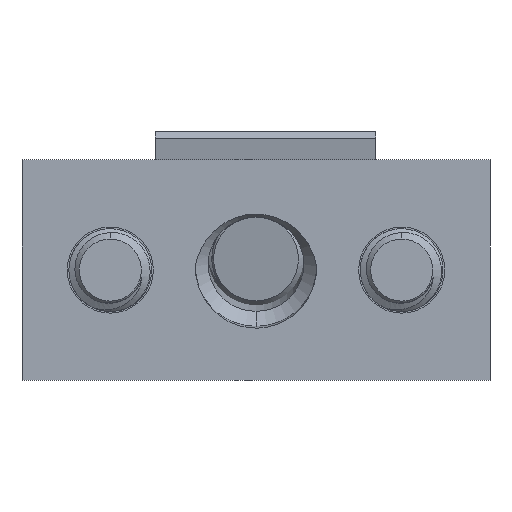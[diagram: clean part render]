
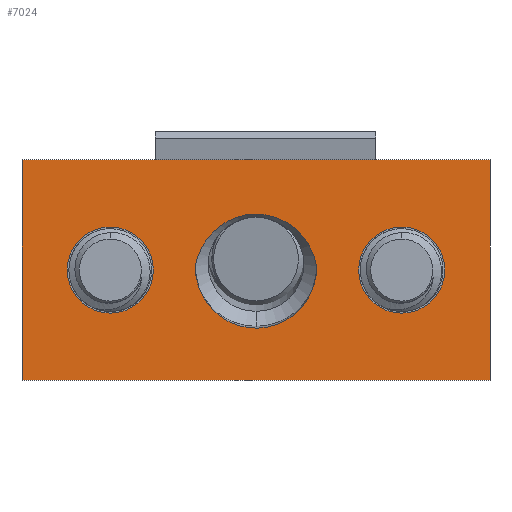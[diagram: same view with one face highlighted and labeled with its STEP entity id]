
A CAD part, front view. The second image highlights one B-rep face of the part: STEP entity #7024.
In plain terms, the highlighted planar face has unit normal (0, -1, 0).
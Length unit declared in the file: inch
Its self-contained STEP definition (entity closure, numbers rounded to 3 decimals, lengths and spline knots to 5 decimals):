
#17 = EDGE_CURVE ( 'NONE', #441, #4092, #3015, .T. ) ;
#63 = VERTEX_POINT ( 'NONE', #6947 ) ;
#66 = CARTESIAN_POINT ( 'NONE',  ( 1.06, 0., 0.5 ) ) ;
#121 = DIRECTION ( 'NONE',  ( 0., 0., -1. ) ) ;
#161 = DIRECTION ( 'NONE',  ( 0., 0., 1. ) ) ;
#367 = ORIENTED_EDGE ( 'NONE', *, *, #882, .F. ) ;
#427 = AXIS2_PLACEMENT_3D ( 'NONE', #4675, #5955, #6570 ) ;
#441 = VERTEX_POINT ( 'NONE', #1227 ) ;
#700 = CARTESIAN_POINT ( 'NONE',  ( 0.275, 0., 0.01618 ) ) ;
#756 = CARTESIAN_POINT ( 'NONE',  ( 0.14152, 0., 0.25357 ) ) ;
#882 = EDGE_CURVE ( 'NONE', #6454, #5182, #5629, .T. ) ;
#884 = EDGE_CURVE ( 'NONE', #1782, #2169, #7590, .T. ) ;
#1023 = CARTESIAN_POINT ( 'NONE',  ( -0.275, 0., 0.01618 ) ) ;
#1160 = EDGE_LOOP ( 'NONE', ( #5876, #4364 ) ) ;
#1227 = CARTESIAN_POINT ( 'NONE',  ( -0.275, 0., 0.01618 ) ) ;
#1234 = CIRCLE ( 'NONE', #2238, 0.195 ) ;
#1282 = CARTESIAN_POINT ( 'NONE',  ( -1.06, 0., 0.5 ) ) ;
#1312 = CARTESIAN_POINT ( 'NONE',  ( 0.66, 0., 0.195 ) ) ;
#1337 = ORIENTED_EDGE ( 'NONE', *, *, #1989, .T. ) ;
#1483 = EDGE_LOOP ( 'NONE', ( #367, #4554, #1337, #5828 ) ) ;
#1508 = CARTESIAN_POINT ( 'NONE',  ( -0.275, 0., 0.01618 ) ) ;
#1674 = ORIENTED_EDGE ( 'NONE', *, *, #7991, .F. ) ;
#1692 = EDGE_CURVE ( 'NONE', #5170, #7153, #5277, .T. ) ;
#1715 = DIRECTION ( 'NONE',  ( 0., 0., 1. ) ) ;
#1718 = CARTESIAN_POINT ( 'NONE',  ( -0.66, 0., 0.195 ) ) ;
#1782 = VERTEX_POINT ( 'NONE', #4145 ) ;
#1989 = EDGE_CURVE ( 'NONE', #63, #6229, #3565, .T. ) ;
#2005 = ORIENTED_EDGE ( 'NONE', *, *, #4765, .F. ) ;
#2063 = VECTOR ( 'NONE', #3413, 39.37008 ) ;
#2076 = VERTEX_POINT ( 'NONE', #2600 ) ;
#2169 = VERTEX_POINT ( 'NONE', #1718 ) ;
#2173 = ORIENTED_EDGE ( 'NONE', *, *, #17, .F. ) ;
#2238 = AXIS2_PLACEMENT_3D ( 'NONE', #7794, #4014, #161 ) ;
#2366 = DIRECTION ( 'NONE',  ( 0., 1., 0. ) ) ;
#2534 = DIRECTION ( 'NONE',  ( 1., 0., 0. ) ) ;
#2597 = CARTESIAN_POINT ( 'NONE',  ( -1.06, 0., -0.5 ) ) ;
#2600 = CARTESIAN_POINT ( 'NONE',  ( 0., 0., 0.25357 ) ) ;
#2605 = DIRECTION ( 'NONE',  ( 0., -1., 0. ) ) ;
#2655 = CARTESIAN_POINT ( 'NONE',  ( 1.06, 0., -0.5 ) ) ;
#2748 = CARTESIAN_POINT ( 'NONE',  ( -1.06, 0., 0.5 ) ) ;
#2794 = EDGE_LOOP ( 'NONE', ( #5085, #4561 ) ) ;
#2795 = AXIS2_PLACEMENT_3D ( 'NONE', #6067, #3518, #1715 ) ;
#2914 = FACE_BOUND ( 'NONE', #5877, .T. ) ;
#2918 = CARTESIAN_POINT ( 'NONE',  ( -1.06, 0., 0.5 ) ) ;
#3015 =( BOUNDED_CURVE ( )  B_SPLINE_CURVE ( 3, ( #1023, #7962, #3534, #6724 ),
 .UNSPECIFIED., .F., .T. ) 
 B_SPLINE_CURVE_WITH_KNOTS ( ( 4, 4 ),
 ( 1.5708, 4.71239 ),
 .UNSPECIFIED. ) 
 CURVE ( )  GEOMETRIC_REPRESENTATION_ITEM ( )  RATIONAL_B_SPLINE_CURVE ( ( 1., 0.333, 0.333, 1. ) ) 
 REPRESENTATION_ITEM ( '' )  );
#3058 =( BOUNDED_CURVE ( )  B_SPLINE_CURVE ( 3, ( #700, #4594, #756, #5218 ),
 .UNSPECIFIED., .F., .F. ) 
 B_SPLINE_CURVE_WITH_KNOTS ( ( 4, 4 ),
 ( 1.74805, 3.14159 ),
 .UNSPECIFIED. ) 
 CURVE ( )  GEOMETRIC_REPRESENTATION_ITEM ( )  RATIONAL_B_SPLINE_CURVE ( ( 1., 0.845, 0.845, 1. ) ) 
 REPRESENTATION_ITEM ( '' )  );
#3413 = DIRECTION ( 'NONE',  ( 1., 0., 0. ) ) ;
#3518 = DIRECTION ( 'NONE',  ( 0., 1., 0. ) ) ;
#3534 = CARTESIAN_POINT ( 'NONE',  ( 0.275, 0., -0.5423 ) ) ;
#3565 = LINE ( 'NONE', #2918, #6953 ) ;
#3713 =( BOUNDED_CURVE ( )  B_SPLINE_CURVE ( 3, ( #6559, #4694, #5326, #1508 ),
 .UNSPECIFIED., .F., .F. ) 
 B_SPLINE_CURVE_WITH_KNOTS ( ( 4, 4 ),
 ( 3.14159, 4.53514 ),
 .UNSPECIFIED. ) 
 CURVE ( )  GEOMETRIC_REPRESENTATION_ITEM ( )  RATIONAL_B_SPLINE_CURVE ( ( 1., 0.845, 0.845, 1. ) ) 
 REPRESENTATION_ITEM ( '' )  );
#3782 = CARTESIAN_POINT ( 'NONE',  ( -1.06, 0., -0.5 ) ) ;
#4011 = CARTESIAN_POINT ( 'NONE',  ( 0.66, 0., -0.195 ) ) ;
#4014 = DIRECTION ( 'NONE',  ( 0., 1., 0. ) ) ;
#4092 = VERTEX_POINT ( 'NONE', #7366 ) ;
#4145 = CARTESIAN_POINT ( 'NONE',  ( -0.66, 0., -0.195 ) ) ;
#4206 = LINE ( 'NONE', #3782, #5092 ) ;
#4221 = EDGE_CURVE ( 'NONE', #7153, #5170, #5352, .T. ) ;
#4364 = ORIENTED_EDGE ( 'NONE', *, *, #4221, .T. ) ;
#4554 = ORIENTED_EDGE ( 'NONE', *, *, #8227, .F. ) ;
#4561 = ORIENTED_EDGE ( 'NONE', *, *, #884, .T. ) ;
#4594 = CARTESIAN_POINT ( 'NONE',  ( 0.25005, 0., 0.15988 ) ) ;
#4597 = DIRECTION ( 'NONE',  ( 0., 0., -1. ) ) ;
#4608 = FACE_BOUND ( 'NONE', #2794, .T. ) ;
#4675 = CARTESIAN_POINT ( 'NONE',  ( -0.66, 0., 0. ) ) ;
#4694 = CARTESIAN_POINT ( 'NONE',  ( -0.14152, 0., 0.25357 ) ) ;
#4734 = VECTOR ( 'NONE', #4597, 39.37008 ) ;
#4765 = EDGE_CURVE ( 'NONE', #2076, #441, #3713, .T. ) ;
#4787 = AXIS2_PLACEMENT_3D ( 'NONE', #6163, #2366, #6786 ) ;
#5038 = AXIS2_PLACEMENT_3D ( 'NONE', #1282, #2605, #7022 ) ;
#5085 = ORIENTED_EDGE ( 'NONE', *, *, #5580, .T. ) ;
#5092 = VECTOR ( 'NONE', #2534, 39.37008 ) ;
#5170 = VERTEX_POINT ( 'NONE', #1312 ) ;
#5182 = VERTEX_POINT ( 'NONE', #2655 ) ;
#5218 = CARTESIAN_POINT ( 'NONE',  ( 0., 0., 0.25357 ) ) ;
#5277 = CIRCLE ( 'NONE', #2795, 0.195 ) ;
#5326 = CARTESIAN_POINT ( 'NONE',  ( -0.25005, 0., 0.15988 ) ) ;
#5352 = CIRCLE ( 'NONE', #4787, 0.195 ) ;
#5580 = EDGE_CURVE ( 'NONE', #2169, #1782, #1234, .T. ) ;
#5629 = LINE ( 'NONE', #66, #4734 ) ;
#5828 = ORIENTED_EDGE ( 'NONE', *, *, #6919, .T. ) ;
#5876 = ORIENTED_EDGE ( 'NONE', *, *, #1692, .T. ) ;
#5877 = EDGE_LOOP ( 'NONE', ( #1674, #2173, #2005 ) ) ;
#5895 = FACE_OUTER_BOUND ( 'NONE', #1483, .T. ) ;
#5955 = DIRECTION ( 'NONE',  ( 0., 1., 0. ) ) ;
#6067 = CARTESIAN_POINT ( 'NONE',  ( 0.66, 0., 0. ) ) ;
#6163 = CARTESIAN_POINT ( 'NONE',  ( 0.66, 0., 0. ) ) ;
#6229 = VERTEX_POINT ( 'NONE', #2597 ) ;
#6454 = VERTEX_POINT ( 'NONE', #6542 ) ;
#6542 = CARTESIAN_POINT ( 'NONE',  ( 1.06, 0., 0.5 ) ) ;
#6559 = CARTESIAN_POINT ( 'NONE',  ( 0., 0., 0.25357 ) ) ;
#6570 = DIRECTION ( 'NONE',  ( 0., 0., 1. ) ) ;
#6724 = CARTESIAN_POINT ( 'NONE',  ( 0.275, 0., 0.01618 ) ) ;
#6786 = DIRECTION ( 'NONE',  ( 0., 0., 1. ) ) ;
#6919 = EDGE_CURVE ( 'NONE', #6229, #5182, #4206, .T. ) ;
#6947 = CARTESIAN_POINT ( 'NONE',  ( -1.06, 0., 0.5 ) ) ;
#6953 = VECTOR ( 'NONE', #121, 39.37008 ) ;
#6993 = PLANE ( 'NONE',  #5038 ) ;
#7022 = DIRECTION ( 'NONE',  ( 0., 0., -1. ) ) ;
#7024 = ADVANCED_FACE ( 'NONE', ( #4608, #7950, #2914, #5895 ), #6993, .T. ) ;
#7110 = LINE ( 'NONE', #2748, #2063 ) ;
#7153 = VERTEX_POINT ( 'NONE', #4011 ) ;
#7366 = CARTESIAN_POINT ( 'NONE',  ( 0.275, 0., 0.01618 ) ) ;
#7590 = CIRCLE ( 'NONE', #427, 0.195 ) ;
#7794 = CARTESIAN_POINT ( 'NONE',  ( -0.66, 0., 0. ) ) ;
#7950 = FACE_BOUND ( 'NONE', #1160, .T. ) ;
#7962 = CARTESIAN_POINT ( 'NONE',  ( -0.275, 0., -0.5423 ) ) ;
#7991 = EDGE_CURVE ( 'NONE', #4092, #2076, #3058, .T. ) ;
#8227 = EDGE_CURVE ( 'NONE', #63, #6454, #7110, .T. ) ;
